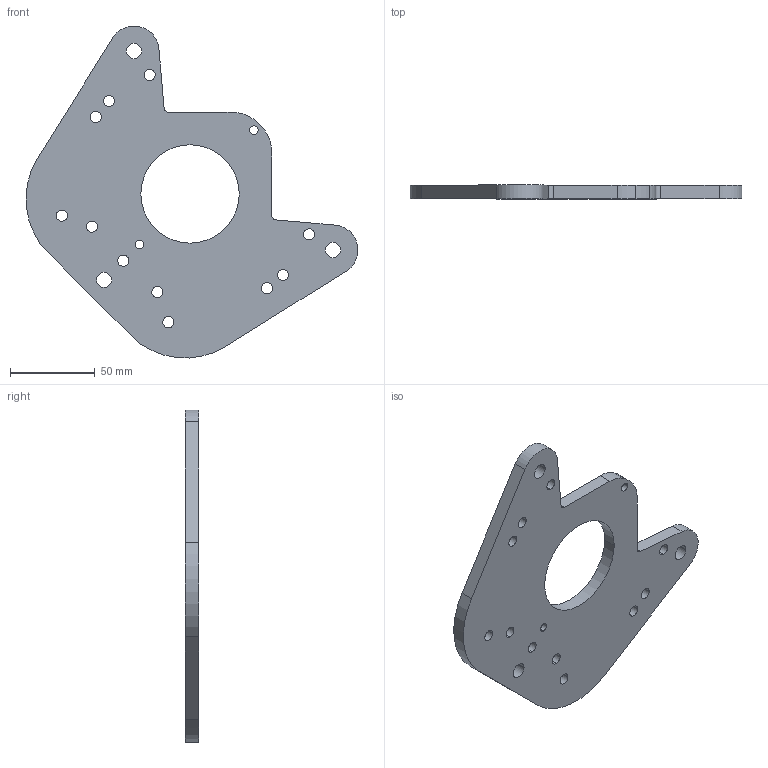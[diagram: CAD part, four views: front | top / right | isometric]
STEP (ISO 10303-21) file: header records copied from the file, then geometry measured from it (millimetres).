
FILE_DESCRIPTION((''),'2;1');
FILE_NAME('DB007302_ZWISCHENPLATTE_OMH_SLC','2012-10-26T',('staeubert'),(''),'PRO/ENGINEER BY PARAMETRIC TECHNOLOGY CORPORATION, 2007250','PRO/ENGINEER BY PARAMETRIC TECHNOLOGY CORPORATION, 2007250','');
FILE_SCHEMA(('CONFIG_CONTROL_DESIGN'));
Length unit declared in the file: millimetre
Products named in the file (1): DB007302_ZWISCHENPLATTE_OMH_SLC
Bounding box: 195.81 x 8 x 195.81 mm (x, y, z)
Volume: 141893.6 mm3; surface area: 44653.2 mm2
Topology: 1 solids, 1 shells, 52 faces, 150 edges, 100 vertices
Faces by surface type: cylinder 43, plane 9
Entity records: 1866 total; most frequent: DIRECTION 340, CARTESIAN_POINT 302, ORIENTED_EDGE 300, EDGE_CURVE 150, AXIS2_PLACEMENT_3D 138, VERTEX_POINT 100, EDGE_LOOP 86, CIRCLE 86
